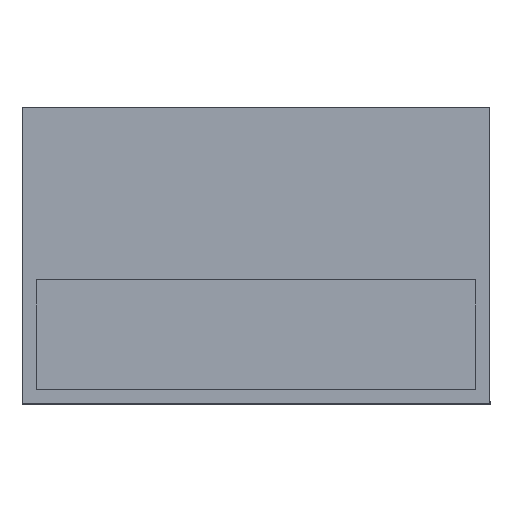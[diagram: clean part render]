
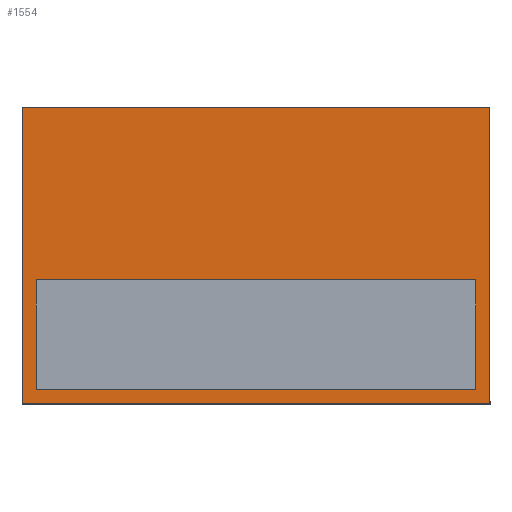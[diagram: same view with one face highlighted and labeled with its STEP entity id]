
A CAD part, top view. The second image highlights one B-rep face of the part: STEP entity #1554.
In plain terms, the highlighted planar face has unit normal (0, 0, 1).
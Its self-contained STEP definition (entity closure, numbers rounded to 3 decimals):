
#34 = EDGE_CURVE ( 'NONE', #310, #1461, #1456, .T. ) ;
#35 = EDGE_CURVE ( 'NONE', #1528, #1452, #1075, .T. ) ;
#57 = LINE ( 'NONE', #1854, #1125 ) ;
#139 = CARTESIAN_POINT ( 'NONE',  ( -2.45, -1.55, 0. ) ) ;
#216 = VECTOR ( 'NONE', #1752, 1000. ) ;
#284 = CARTESIAN_POINT ( 'NONE',  ( -2.45, -1.55, 0. ) ) ;
#310 = VERTEX_POINT ( 'NONE', #1687 ) ;
#335 = PLANE ( 'NONE',  #682 ) ;
#353 = FACE_OUTER_BOUND ( 'NONE', #947, .T. ) ;
#376 = LINE ( 'NONE', #284, #939 ) ;
#377 = ORIENTED_EDGE ( 'NONE', *, *, #727, .F. ) ;
#395 = LINE ( 'NONE', #793, #216 ) ;
#398 = CARTESIAN_POINT ( 'NONE',  ( 2.45, -1.55, 0. ) ) ;
#460 = VERTEX_POINT ( 'NONE', #642 ) ;
#497 = EDGE_CURVE ( 'NONE', #1404, #1528, #812, .T. ) ;
#512 = CARTESIAN_POINT ( 'NONE',  ( 2.3, -1.4, 0. ) ) ;
#522 = ORIENTED_EDGE ( 'NONE', *, *, #1515, .T. ) ;
#527 = DIRECTION ( 'NONE',  ( 1., 0., 0. ) ) ;
#551 = CARTESIAN_POINT ( 'NONE',  ( 2.45, -1.55, 0. ) ) ;
#555 = CARTESIAN_POINT ( 'NONE',  ( 2.3, -1.4, 0. ) ) ;
#563 = DIRECTION ( 'NONE',  ( 0., 1., 0. ) ) ;
#572 = CARTESIAN_POINT ( 'NONE',  ( 2.3, -1.4, 0. ) ) ;
#642 = CARTESIAN_POINT ( 'NONE',  ( -2.3, -0.25, 0. ) ) ;
#682 = AXIS2_PLACEMENT_3D ( 'NONE', #1805, #1115, #1564 ) ;
#727 = EDGE_CURVE ( 'NONE', #460, #310, #824, .T. ) ;
#735 = ORIENTED_EDGE ( 'NONE', *, *, #834, .T. ) ;
#793 = CARTESIAN_POINT ( 'NONE',  ( 2.3, -0.25, 0. ) ) ;
#808 = ORIENTED_EDGE ( 'NONE', *, *, #35, .T. ) ;
#812 = LINE ( 'NONE', #1757, #1563 ) ;
#820 = CARTESIAN_POINT ( 'NONE',  ( 2.3, -0.25, 0. ) ) ;
#824 = LINE ( 'NONE', #1040, #1194 ) ;
#825 = DIRECTION ( 'NONE',  ( 0., -1., 0. ) ) ;
#834 = EDGE_CURVE ( 'NONE', #1801, #1404, #376, .T. ) ;
#842 = DIRECTION ( 'NONE',  ( -1., 0., 0. ) ) ;
#903 = EDGE_LOOP ( 'NONE', ( #1019, #1756, #377, #1508 ) ) ;
#939 = VECTOR ( 'NONE', #825, 1000. ) ;
#947 = EDGE_LOOP ( 'NONE', ( #808, #522, #735, #1440 ) ) ;
#1019 = ORIENTED_EDGE ( 'NONE', *, *, #1388, .F. ) ;
#1032 = VECTOR ( 'NONE', #1861, 1000. ) ;
#1040 = CARTESIAN_POINT ( 'NONE',  ( -2.3, -1.4, 0. ) ) ;
#1075 = LINE ( 'NONE', #551, #1405 ) ;
#1076 = LINE ( 'NONE', #555, #1372 ) ;
#1115 = DIRECTION ( 'NONE',  ( 0., 0., 1. ) ) ;
#1125 = VECTOR ( 'NONE', #842, 1000. ) ;
#1194 = VECTOR ( 'NONE', #1856, 1000. ) ;
#1210 = VERTEX_POINT ( 'NONE', #820 ) ;
#1331 = CARTESIAN_POINT ( 'NONE',  ( -2.45, 1.55, 0. ) ) ;
#1362 = DIRECTION ( 'NONE',  ( 0., 1., 0. ) ) ;
#1372 = VECTOR ( 'NONE', #563, 1000. ) ;
#1388 = EDGE_CURVE ( 'NONE', #1461, #1210, #1076, .T. ) ;
#1404 = VERTEX_POINT ( 'NONE', #139 ) ;
#1405 = VECTOR ( 'NONE', #1362, 1000. ) ;
#1440 = ORIENTED_EDGE ( 'NONE', *, *, #497, .T. ) ;
#1452 = VERTEX_POINT ( 'NONE', #1755 ) ;
#1456 = LINE ( 'NONE', #572, #1032 ) ;
#1461 = VERTEX_POINT ( 'NONE', #512 ) ;
#1506 = FACE_BOUND ( 'NONE', #903, .T. ) ;
#1508 = ORIENTED_EDGE ( 'NONE', *, *, #1615, .F. ) ;
#1515 = EDGE_CURVE ( 'NONE', #1452, #1801, #57, .T. ) ;
#1528 = VERTEX_POINT ( 'NONE', #398 ) ;
#1554 = ADVANCED_FACE ( 'NONE', ( #1506, #353 ), #335, .T. ) ;
#1563 = VECTOR ( 'NONE', #527, 1000. ) ;
#1564 = DIRECTION ( 'NONE',  ( 1., 0., 0. ) ) ;
#1615 = EDGE_CURVE ( 'NONE', #1210, #460, #395, .T. ) ;
#1687 = CARTESIAN_POINT ( 'NONE',  ( -2.3, -1.4, 0. ) ) ;
#1752 = DIRECTION ( 'NONE',  ( -1., 0., 0. ) ) ;
#1755 = CARTESIAN_POINT ( 'NONE',  ( 2.45, 1.55, 0. ) ) ;
#1756 = ORIENTED_EDGE ( 'NONE', *, *, #34, .F. ) ;
#1757 = CARTESIAN_POINT ( 'NONE',  ( 2.45, -1.55, 0. ) ) ;
#1801 = VERTEX_POINT ( 'NONE', #1331 ) ;
#1805 = CARTESIAN_POINT ( 'NONE',  ( 0., 0., 0. ) ) ;
#1854 = CARTESIAN_POINT ( 'NONE',  ( 2.45, 1.55, 0. ) ) ;
#1856 = DIRECTION ( 'NONE',  ( 0., -1., 0. ) ) ;
#1861 = DIRECTION ( 'NONE',  ( 1., 0., 0. ) ) ;
